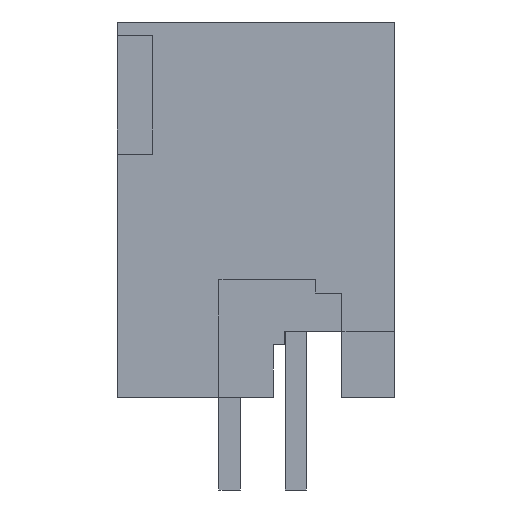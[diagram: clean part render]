
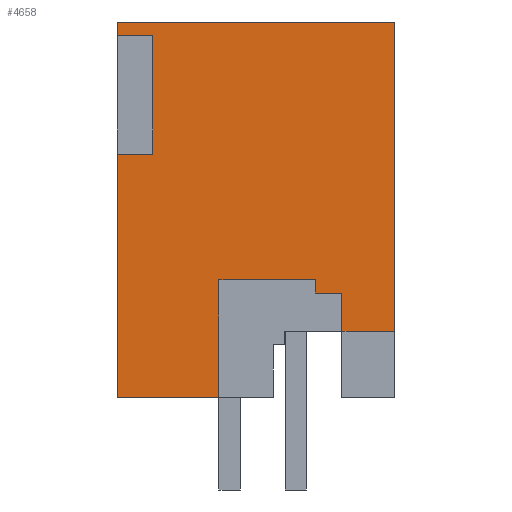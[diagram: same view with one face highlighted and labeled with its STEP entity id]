
A CAD part, left-side view. The second image highlights one B-rep face of the part: STEP entity #4658.
In plain terms, the highlighted planar face has unit normal (-1, 0, 0).
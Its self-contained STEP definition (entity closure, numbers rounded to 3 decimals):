
#4595=AXIS2_PLACEMENT_3D('Plane Axis2P3D',#4592,#4593,#4594) ;
#382=CARTESIAN_POINT('Vertex',(0.,0.,6.)) ;
#385=CARTESIAN_POINT('Line Origine',(0.,1.,6.)) ;
#389=CARTESIAN_POINT('Vertex',(0.,2.,6.)) ;
#423=CARTESIAN_POINT('Line Origine',(0.,2.,6.725)) ;
#427=CARTESIAN_POINT('Vertex',(0.,2.,7.45)) ;
#465=CARTESIAN_POINT('Line Origine',(0.,2.5,7.45)) ;
#469=CARTESIAN_POINT('Vertex',(0.,3.,7.45)) ;
#491=CARTESIAN_POINT('Line Origine',(0.,3.,7.7)) ;
#495=CARTESIAN_POINT('Vertex',(0.,3.,7.95)) ;
#531=CARTESIAN_POINT('Line Origine',(0.,4.825,7.95)) ;
#535=CARTESIAN_POINT('Vertex',(0.,6.65,7.95)) ;
#745=CARTESIAN_POINT('Vertex',(0.,6.65,3.5)) ;
#748=CARTESIAN_POINT('Line Origine',(0.,8.575,3.5)) ;
#752=CARTESIAN_POINT('Vertex',(0.,10.5,3.5)) ;
#3345=CARTESIAN_POINT('Vertex',(0.,0.,17.7)) ;
#3348=CARTESIAN_POINT('Line Origine',(0.,0.,11.85)) ;
#4592=CARTESIAN_POINT('Axis2P3D Location',(0.,10.5,0.)) ;
#4597=CARTESIAN_POINT('Line Origine',(0.,10.5,8.1)) ;
#4601=CARTESIAN_POINT('Vertex',(0.,10.5,12.7)) ;
#4604=CARTESIAN_POINT('Line Origine',(0.,6.65,5.725)) ;
#4609=CARTESIAN_POINT('Line Origine',(0.,5.25,17.7)) ;
#4613=CARTESIAN_POINT('Vertex',(0.,10.5,17.7)) ;
#4616=CARTESIAN_POINT('Line Origine',(0.,10.5,17.45)) ;
#4620=CARTESIAN_POINT('Vertex',(0.,10.5,17.2)) ;
#4623=CARTESIAN_POINT('Line Origine',(0.,9.825,17.2)) ;
#4627=CARTESIAN_POINT('Vertex',(0.,9.15,17.2)) ;
#4630=CARTESIAN_POINT('Line Origine',(0.,9.15,14.95)) ;
#4634=CARTESIAN_POINT('Vertex',(0.,9.15,12.7)) ;
#4637=CARTESIAN_POINT('Line Origine',(0.,9.825,12.7)) ;
#386=DIRECTION('Vector Direction',(0.,1.,0.)) ;
#424=DIRECTION('Vector Direction',(0.,0.,-1.)) ;
#466=DIRECTION('Vector Direction',(0.,1.,0.)) ;
#492=DIRECTION('Vector Direction',(0.,0.,1.)) ;
#532=DIRECTION('Vector Direction',(0.,1.,0.)) ;
#749=DIRECTION('Vector Direction',(0.,1.,0.)) ;
#3349=DIRECTION('Vector Direction',(0.,0.,1.)) ;
#4593=DIRECTION('Axis2P3D Direction',(-1.,0.,0.)) ;
#4594=DIRECTION('Axis2P3D XDirection',(0.,0.,1.)) ;
#4598=DIRECTION('Vector Direction',(0.,0.,1.)) ;
#4605=DIRECTION('Vector Direction',(0.,0.,1.)) ;
#4610=DIRECTION('Vector Direction',(0.,1.,0.)) ;
#4617=DIRECTION('Vector Direction',(0.,0.,1.)) ;
#4624=DIRECTION('Vector Direction',(0.,-1.,0.)) ;
#4631=DIRECTION('Vector Direction',(0.,0.,-1.)) ;
#4638=DIRECTION('Vector Direction',(0.,-1.,0.)) ;
#387=VECTOR('Line Direction',#386,1.) ;
#425=VECTOR('Line Direction',#424,1.) ;
#467=VECTOR('Line Direction',#466,1.) ;
#493=VECTOR('Line Direction',#492,1.) ;
#533=VECTOR('Line Direction',#532,1.) ;
#750=VECTOR('Line Direction',#749,1.) ;
#3350=VECTOR('Line Direction',#3349,1.) ;
#4599=VECTOR('Line Direction',#4598,1.) ;
#4606=VECTOR('Line Direction',#4605,1.) ;
#4611=VECTOR('Line Direction',#4610,1.) ;
#4618=VECTOR('Line Direction',#4617,1.) ;
#4625=VECTOR('Line Direction',#4624,1.) ;
#4632=VECTOR('Line Direction',#4631,1.) ;
#4639=VECTOR('Line Direction',#4638,1.) ;
#4643=ORIENTED_EDGE('',*,*,#4603,.T.) ;
#4644=ORIENTED_EDGE('',*,*,#754,.T.) ;
#4645=ORIENTED_EDGE('',*,*,#4608,.T.) ;
#4646=ORIENTED_EDGE('',*,*,#537,.T.) ;
#4647=ORIENTED_EDGE('',*,*,#497,.T.) ;
#4648=ORIENTED_EDGE('',*,*,#471,.T.) ;
#4649=ORIENTED_EDGE('',*,*,#429,.T.) ;
#4650=ORIENTED_EDGE('',*,*,#391,.T.) ;
#4651=ORIENTED_EDGE('',*,*,#3352,.T.) ;
#4652=ORIENTED_EDGE('',*,*,#4615,.T.) ;
#4653=ORIENTED_EDGE('',*,*,#4622,.T.) ;
#4654=ORIENTED_EDGE('',*,*,#4629,.F.) ;
#4655=ORIENTED_EDGE('',*,*,#4636,.F.) ;
#4656=ORIENTED_EDGE('',*,*,#4641,.F.) ;
#4658=ADVANCED_FACE('HOUSING',(#4657),#4596,.T.) ;
#391=EDGE_CURVE('',#390,#383,#388,.F.) ;
#429=EDGE_CURVE('',#428,#390,#426,.T.) ;
#471=EDGE_CURVE('',#470,#428,#468,.F.) ;
#497=EDGE_CURVE('',#496,#470,#494,.F.) ;
#537=EDGE_CURVE('',#536,#496,#534,.F.) ;
#754=EDGE_CURVE('',#753,#746,#751,.F.) ;
#3352=EDGE_CURVE('',#383,#3346,#3351,.T.) ;
#4603=EDGE_CURVE('',#4602,#753,#4600,.F.) ;
#4608=EDGE_CURVE('',#746,#536,#4607,.T.) ;
#4615=EDGE_CURVE('',#3346,#4614,#4612,.T.) ;
#4622=EDGE_CURVE('',#4614,#4621,#4619,.F.) ;
#4629=EDGE_CURVE('',#4628,#4621,#4626,.F.) ;
#4636=EDGE_CURVE('',#4635,#4628,#4633,.F.) ;
#4641=EDGE_CURVE('',#4602,#4635,#4640,.T.) ;
#4642=EDGE_LOOP('',(#4643,#4644,#4645,#4646,#4647,#4648,#4649,#4650,#4651,#4652,#4653,#4654,#4655,#4656)) ;
#4657=FACE_OUTER_BOUND('',#4642,.T.) ;
#388=LINE('Line',#385,#387) ;
#426=LINE('Line',#423,#425) ;
#468=LINE('Line',#465,#467) ;
#494=LINE('Line',#491,#493) ;
#534=LINE('Line',#531,#533) ;
#751=LINE('Line',#748,#750) ;
#3351=LINE('Line',#3348,#3350) ;
#4600=LINE('Line',#4597,#4599) ;
#4607=LINE('Line',#4604,#4606) ;
#4612=LINE('Line',#4609,#4611) ;
#4619=LINE('Line',#4616,#4618) ;
#4626=LINE('Line',#4623,#4625) ;
#4633=LINE('Line',#4630,#4632) ;
#4640=LINE('Line',#4637,#4639) ;
#4596=PLANE('',#4595) ;
#383=VERTEX_POINT('',#382) ;
#390=VERTEX_POINT('',#389) ;
#428=VERTEX_POINT('',#427) ;
#470=VERTEX_POINT('',#469) ;
#496=VERTEX_POINT('',#495) ;
#536=VERTEX_POINT('',#535) ;
#746=VERTEX_POINT('',#745) ;
#753=VERTEX_POINT('',#752) ;
#3346=VERTEX_POINT('',#3345) ;
#4602=VERTEX_POINT('',#4601) ;
#4614=VERTEX_POINT('',#4613) ;
#4621=VERTEX_POINT('',#4620) ;
#4628=VERTEX_POINT('',#4627) ;
#4635=VERTEX_POINT('',#4634) ;
